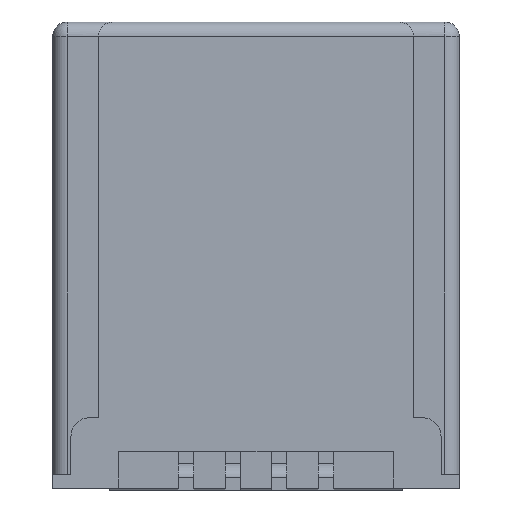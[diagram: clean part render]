
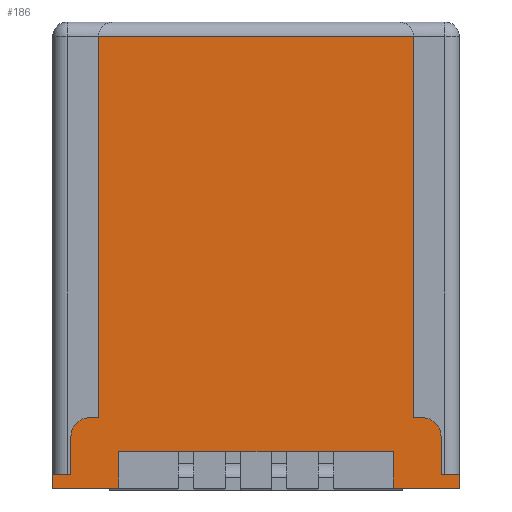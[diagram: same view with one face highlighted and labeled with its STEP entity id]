
A CAD part, front view. The second image highlights one B-rep face of the part: STEP entity #186.
In plain terms, the highlighted planar face has unit normal (0, -1, 0).
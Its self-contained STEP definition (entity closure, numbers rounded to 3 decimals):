
#109 = ORIENTED_EDGE ( 'NONE', *, *, #1501, .F. ) ;
#113 = ORIENTED_EDGE ( 'NONE', *, *, #1465, .T. ) ;
#117 = ORIENTED_EDGE ( 'NONE', *, *, #1154, .T. ) ;
#118 = ORIENTED_EDGE ( 'NONE', *, *, #1135, .T. ) ;
#121 = ORIENTED_EDGE ( 'NONE', *, *, #1491, .F. ) ;
#124 = ORIENTED_EDGE ( 'NONE', *, *, #1469, .F. ) ;
#186 = ADVANCED_FACE ( 'NONE', ( #2184 ), #2400, .T. ) ;
#1135 = EDGE_CURVE ( 'NONE', #1848, #2015, #6124, .T. ) ;
#1140 = EDGE_CURVE ( 'NONE', #2059, #2060, #6134, .T. ) ;
#1154 = EDGE_CURVE ( 'NONE', #2023, #2011, #6162, .T. ) ;
#1155 = EDGE_CURVE ( 'NONE', #2025, #2024, #6164, .T. ) ;
#1158 = EDGE_CURVE ( 'NONE', #2059, #2037, #6154, .T. ) ;
#1331 = EDGE_LOOP ( 'NONE', ( #118, #113, #117, #109, #121, #124, #6872, #6869, #6863, #6866, #6867, #6864, #6874, #6870, #6871, #6868, #6875, #6865 ) ) ;
#1465 = EDGE_CURVE ( 'NONE', #2015, #2023, #6197, .T. ) ;
#1469 = EDGE_CURVE ( 'NONE', #2037, #2009, #6207, .T. ) ;
#1488 = EDGE_CURVE ( 'NONE', #2030, #2006, #6243, .T. ) ;
#1491 = EDGE_CURVE ( 'NONE', #2009, #2022, #6249, .T. ) ;
#1495 = EDGE_CURVE ( 'NONE', #1848, #1836, #6256, .T. ) ;
#1496 = EDGE_CURVE ( 'NONE', #2060, #2006, #6258, .T. ) ;
#1501 = EDGE_CURVE ( 'NONE', #2022, #2011, #6264, .T. ) ;
#1511 = EDGE_CURVE ( 'NONE', #2035, #2030, #6288, .T. ) ;
#1598 = EDGE_CURVE ( 'NONE', #1836, #2010, #6948, .T. ) ;
#1599 = EDGE_CURVE ( 'NONE', #2025, #2010, #6949, .T. ) ;
#1602 = EDGE_CURVE ( 'NONE', #2024, #2005, #6955, .T. ) ;
#1603 = EDGE_CURVE ( 'NONE', #2005, #2016, #6957, .T. ) ;
#1609 = EDGE_CURVE ( 'NONE', #2016, #2035, #6969, .T. ) ;
#1657 = AXIS2_PLACEMENT_3D ( 'NONE', #2412, #2413, #2414 ) ;
#1836 = VERTEX_POINT ( 'NONE', #6844 ) ;
#1848 = VERTEX_POINT ( 'NONE', #6856 ) ;
#2005 = VERTEX_POINT ( 'NONE', #7145 ) ;
#2006 = VERTEX_POINT ( 'NONE', #7146 ) ;
#2009 = VERTEX_POINT ( 'NONE', #7149 ) ;
#2010 = VERTEX_POINT ( 'NONE', #7150 ) ;
#2011 = VERTEX_POINT ( 'NONE', #7151 ) ;
#2015 = VERTEX_POINT ( 'NONE', #7155 ) ;
#2016 = VERTEX_POINT ( 'NONE', #7156 ) ;
#2022 = VERTEX_POINT ( 'NONE', #7162 ) ;
#2023 = VERTEX_POINT ( 'NONE', #7163 ) ;
#2024 = VERTEX_POINT ( 'NONE', #7164 ) ;
#2025 = VERTEX_POINT ( 'NONE', #7165 ) ;
#2030 = VERTEX_POINT ( 'NONE', #7170 ) ;
#2035 = VERTEX_POINT ( 'NONE', #7175 ) ;
#2037 = VERTEX_POINT ( 'NONE', #7177 ) ;
#2059 = VERTEX_POINT ( 'NONE', #7199 ) ;
#2060 = VERTEX_POINT ( 'NONE', #7200 ) ;
#2184 = FACE_OUTER_BOUND ( 'NONE', #1331, .T. ) ;
#2400 = PLANE ( 'NONE',  #1657 ) ;
#2412 = CARTESIAN_POINT ( 'NONE',  ( -5.55, 0., -12.72 ) ) ;
#2413 = DIRECTION ( 'NONE',  ( 0., -1., 0. ) ) ;
#2414 = DIRECTION ( 'NONE',  ( 0., 0., -1. ) ) ;
#5264 = AXIS2_PLACEMENT_3D ( 'NONE', #6477, #6478, #6479 ) ;
#5272 = AXIS2_PLACEMENT_3D ( 'NONE', #6763, #6764, #6765 ) ;
#6124 = LINE ( 'NONE', #6390, #6127 ) ;
#6127 = VECTOR ( 'NONE', #6392, 1000. ) ;
#6134 = LINE ( 'NONE', #6400, #6137 ) ;
#6137 = VECTOR ( 'NONE', #6401, 1000. ) ;
#6154 = LINE ( 'NONE', #6433, #6172 ) ;
#6162 = LINE ( 'NONE', #6428, #6165 ) ;
#6164 = LINE ( 'NONE', #6430, #6167 ) ;
#6165 = VECTOR ( 'NONE', #6429, 1000. ) ;
#6167 = VECTOR ( 'NONE', #6431, 1000. ) ;
#6172 = VECTOR ( 'NONE', #6438, 1000. ) ;
#6197 = LINE ( 'NONE', #6467, #6202 ) ;
#6202 = VECTOR ( 'NONE', #6468, 1000. ) ;
#6207 = CIRCLE ( 'NONE', #5264, 0.5 ) ;
#6243 = LINE ( 'NONE', #6514, #6246 ) ;
#6246 = VECTOR ( 'NONE', #6516, 1000. ) ;
#6249 = LINE ( 'NONE', #6520, #6252 ) ;
#6252 = VECTOR ( 'NONE', #6522, 1000. ) ;
#6256 = LINE ( 'NONE', #6530, #6259 ) ;
#6258 = LINE ( 'NONE', #6532, #6261 ) ;
#6259 = VECTOR ( 'NONE', #6531, 1000. ) ;
#6261 = VECTOR ( 'NONE', #6533, 1000. ) ;
#6264 = LINE ( 'NONE', #6523, #6271 ) ;
#6271 = VECTOR ( 'NONE', #6543, 1000. ) ;
#6288 = LINE ( 'NONE', #6562, #6291 ) ;
#6291 = VECTOR ( 'NONE', #6563, 1000. ) ;
#6390 = CARTESIAN_POINT ( 'NONE',  ( 3.75, 0., -11.72 ) ) ;
#6392 = DIRECTION ( 'NONE',  ( 0., 0., -1. ) ) ;
#6400 = CARTESIAN_POINT ( 'NONE',  ( 4.3, 0., -10.8 ) ) ;
#6401 = DIRECTION ( 'NONE',  ( 0., 0., 1. ) ) ;
#6428 = CARTESIAN_POINT ( 'NONE',  ( 5.55, 0., -12.72 ) ) ;
#6429 = DIRECTION ( 'NONE',  ( 0., 0., 1. ) ) ;
#6430 = CARTESIAN_POINT ( 'NONE',  ( -5.55, 0., -12.72 ) ) ;
#6431 = DIRECTION ( 'NONE',  ( 0., 0., 1. ) ) ;
#6433 = CARTESIAN_POINT ( 'NONE',  ( 4.3, 0., -10.8 ) ) ;
#6438 = DIRECTION ( 'NONE',  ( 1., 0., 0. ) ) ;
#6467 = CARTESIAN_POINT ( 'NONE',  ( -5.55, 0., -12.72 ) ) ;
#6468 = DIRECTION ( 'NONE',  ( 1., 0., 0. ) ) ;
#6477 = CARTESIAN_POINT ( 'NONE',  ( 4.55, 0., -11.3 ) ) ;
#6478 = DIRECTION ( 'NONE',  ( 0., 1., 0. ) ) ;
#6479 = DIRECTION ( 'NONE',  ( 0., 0., -1. ) ) ;
#6514 = CARTESIAN_POINT ( 'NONE',  ( -4.3, 0., -10.8 ) ) ;
#6516 = DIRECTION ( 'NONE',  ( 0., 0., 1. ) ) ;
#6520 = CARTESIAN_POINT ( 'NONE',  ( 5.05, 0., -12.34 ) ) ;
#6522 = DIRECTION ( 'NONE',  ( 0., 0., -1. ) ) ;
#6523 = CARTESIAN_POINT ( 'NONE',  ( 5.55, 0., -12.34 ) ) ;
#6530 = CARTESIAN_POINT ( 'NONE',  ( -3.75, 0., -11.72 ) ) ;
#6531 = DIRECTION ( 'NONE',  ( -1., 0., 0. ) ) ;
#6532 = CARTESIAN_POINT ( 'NONE',  ( -4.3, 0., -0.4 ) ) ;
#6533 = DIRECTION ( 'NONE',  ( -1., 0., 0. ) ) ;
#6543 = DIRECTION ( 'NONE',  ( 1., 0., 0. ) ) ;
#6562 = CARTESIAN_POINT ( 'NONE',  ( -5.55, 0., -10.8 ) ) ;
#6563 = DIRECTION ( 'NONE',  ( 1., 0., 0. ) ) ;
#6715 = DIRECTION ( 'NONE',  ( 0., 0., -1. ) ) ;
#6727 = CARTESIAN_POINT ( 'NONE',  ( -3.75, 0., -11.72 ) ) ;
#6743 = CARTESIAN_POINT ( 'NONE',  ( -5.55, 0., -12.72 ) ) ;
#6744 = DIRECTION ( 'NONE',  ( 1., 0., 0. ) ) ;
#6749 = CARTESIAN_POINT ( 'NONE',  ( -5.55, 0., -12.34 ) ) ;
#6750 = DIRECTION ( 'NONE',  ( 1., 0., 0. ) ) ;
#6751 = CARTESIAN_POINT ( 'NONE',  ( -5.05, 0., -12.34 ) ) ;
#6752 = DIRECTION ( 'NONE',  ( 0., 0., 1. ) ) ;
#6763 = CARTESIAN_POINT ( 'NONE',  ( -4.55, 0., -11.3 ) ) ;
#6764 = DIRECTION ( 'NONE',  ( 0., 1., 0. ) ) ;
#6765 = DIRECTION ( 'NONE',  ( 0., 0., 1. ) ) ;
#6844 = CARTESIAN_POINT ( 'NONE',  ( -3.75, 0., -11.72 ) ) ;
#6856 = CARTESIAN_POINT ( 'NONE',  ( 3.75, 0., -11.72 ) ) ;
#6863 = ORIENTED_EDGE ( 'NONE', *, *, #1496, .T. ) ;
#6864 = ORIENTED_EDGE ( 'NONE', *, *, #1609, .F. ) ;
#6865 = ORIENTED_EDGE ( 'NONE', *, *, #1495, .F. ) ;
#6866 = ORIENTED_EDGE ( 'NONE', *, *, #1488, .F. ) ;
#6867 = ORIENTED_EDGE ( 'NONE', *, *, #1511, .F. ) ;
#6868 = ORIENTED_EDGE ( 'NONE', *, *, #1599, .T. ) ;
#6869 = ORIENTED_EDGE ( 'NONE', *, *, #1140, .T. ) ;
#6870 = ORIENTED_EDGE ( 'NONE', *, *, #1602, .F. ) ;
#6871 = ORIENTED_EDGE ( 'NONE', *, *, #1155, .F. ) ;
#6872 = ORIENTED_EDGE ( 'NONE', *, *, #1158, .F. ) ;
#6874 = ORIENTED_EDGE ( 'NONE', *, *, #1603, .F. ) ;
#6875 = ORIENTED_EDGE ( 'NONE', *, *, #1598, .F. ) ;
#6948 = LINE ( 'NONE', #6727, #6950 ) ;
#6949 = LINE ( 'NONE', #6743, #6952 ) ;
#6950 = VECTOR ( 'NONE', #6715, 1000. ) ;
#6952 = VECTOR ( 'NONE', #6744, 1000. ) ;
#6955 = LINE ( 'NONE', #6749, #6958 ) ;
#6957 = LINE ( 'NONE', #6751, #6960 ) ;
#6958 = VECTOR ( 'NONE', #6750, 1000. ) ;
#6960 = VECTOR ( 'NONE', #6752, 1000. ) ;
#6969 = CIRCLE ( 'NONE', #5272, 0.5 ) ;
#7145 = CARTESIAN_POINT ( 'NONE',  ( -5.05, 0., -12.34 ) ) ;
#7146 = CARTESIAN_POINT ( 'NONE',  ( -4.3, 0., -0.4 ) ) ;
#7149 = CARTESIAN_POINT ( 'NONE',  ( 5.05, 0., -11.3 ) ) ;
#7150 = CARTESIAN_POINT ( 'NONE',  ( -3.75, 0., -12.72 ) ) ;
#7151 = CARTESIAN_POINT ( 'NONE',  ( 5.55, 0., -12.34 ) ) ;
#7155 = CARTESIAN_POINT ( 'NONE',  ( 3.75, 0., -12.72 ) ) ;
#7156 = CARTESIAN_POINT ( 'NONE',  ( -5.05, 0., -11.3 ) ) ;
#7162 = CARTESIAN_POINT ( 'NONE',  ( 5.05, 0., -12.34 ) ) ;
#7163 = CARTESIAN_POINT ( 'NONE',  ( 5.55, 0., -12.72 ) ) ;
#7164 = CARTESIAN_POINT ( 'NONE',  ( -5.55, 0., -12.34 ) ) ;
#7165 = CARTESIAN_POINT ( 'NONE',  ( -5.55, 0., -12.72 ) ) ;
#7170 = CARTESIAN_POINT ( 'NONE',  ( -4.3, 0., -10.8 ) ) ;
#7175 = CARTESIAN_POINT ( 'NONE',  ( -4.55, 0., -10.8 ) ) ;
#7177 = CARTESIAN_POINT ( 'NONE',  ( 4.55, 0., -10.8 ) ) ;
#7199 = CARTESIAN_POINT ( 'NONE',  ( 4.3, 0., -10.8 ) ) ;
#7200 = CARTESIAN_POINT ( 'NONE',  ( 4.3, 0., -0.4 ) ) ;
